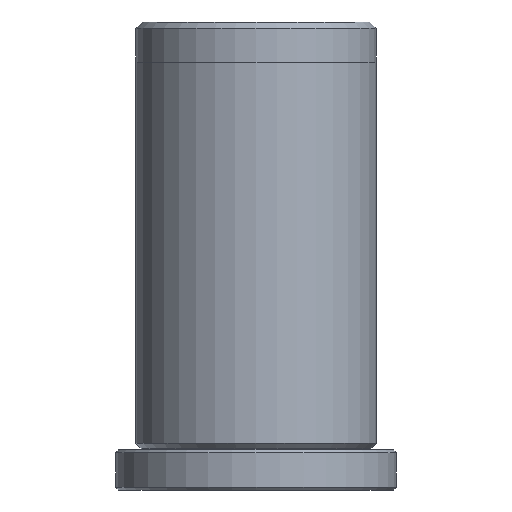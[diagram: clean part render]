
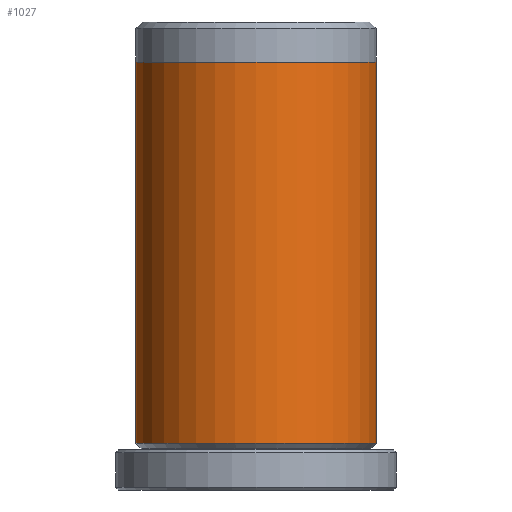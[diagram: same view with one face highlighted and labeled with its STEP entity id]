
A CAD part, front view. The second image highlights one B-rep face of the part: STEP entity #1027.
In plain terms, the highlighted cylindrical face has radius 9 mm (diameter 18 mm), a partial arc.
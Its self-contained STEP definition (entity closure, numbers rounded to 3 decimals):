
#10 = VERTEX_POINT ( 'NONE', #615 ) ;
#159 = AXIS2_PLACEMENT_3D ( 'NONE', #176, #1182, #319 ) ;
#161 = LINE ( 'NONE', #689, #1642 ) ;
#176 = CARTESIAN_POINT ( 'NONE',  ( 0., 0., 3.5 ) ) ;
#297 = CARTESIAN_POINT ( 'NONE',  ( 9., 0., 35. ) ) ;
#319 = DIRECTION ( 'NONE',  ( -1., 0., 0. ) ) ;
#417 = DIRECTION ( 'NONE',  ( 0., 0., -1. ) ) ;
#615 = CARTESIAN_POINT ( 'NONE',  ( 9., 0., 3.5 ) ) ;
#632 = EDGE_CURVE ( 'NONE', #10, #731, #776, .T. ) ;
#648 = ORIENTED_EDGE ( 'NONE', *, *, #912, .F. ) ;
#667 = FACE_OUTER_BOUND ( 'NONE', #1307, .T. ) ;
#689 = CARTESIAN_POINT ( 'NONE',  ( -9., 0., 35. ) ) ;
#691 = ORIENTED_EDGE ( 'NONE', *, *, #632, .F. ) ;
#707 = ORIENTED_EDGE ( 'NONE', *, *, #829, .T. ) ;
#725 = EDGE_CURVE ( 'NONE', #1521, #1463, #973, .T. ) ;
#731 = VERTEX_POINT ( 'NONE', #1059 ) ;
#771 = DIRECTION ( 'NONE',  ( 0., 0., 1. ) ) ;
#776 = CIRCLE ( 'NONE', #159, 9. ) ;
#829 = EDGE_CURVE ( 'NONE', #1521, #731, #161, .T. ) ;
#886 = CARTESIAN_POINT ( 'NONE',  ( 0., 0., 35. ) ) ;
#912 = EDGE_CURVE ( 'NONE', #1463, #10, #1513, .T. ) ;
#924 = AXIS2_PLACEMENT_3D ( 'NONE', #1618, #771, #1758 ) ;
#939 = CARTESIAN_POINT ( 'NONE',  ( 9., 0., 32. ) ) ;
#950 = CYLINDRICAL_SURFACE ( 'NONE', #1474, 9. ) ;
#973 = CIRCLE ( 'NONE', #924, 9. ) ;
#1002 = DIRECTION ( 'NONE',  ( 0., 0., -1. ) ) ;
#1027 = ADVANCED_FACE ( 'NONE', ( #667 ), #950, .T. ) ;
#1034 = DIRECTION ( 'NONE',  ( 0., 0., -1. ) ) ;
#1059 = CARTESIAN_POINT ( 'NONE',  ( -9., 0., 3.5 ) ) ;
#1182 = DIRECTION ( 'NONE',  ( 0., 0., -1. ) ) ;
#1307 = EDGE_LOOP ( 'NONE', ( #648, #1578, #707, #691 ) ) ;
#1463 = VERTEX_POINT ( 'NONE', #939 ) ;
#1467 = CARTESIAN_POINT ( 'NONE',  ( -9., 0., 32. ) ) ;
#1474 = AXIS2_PLACEMENT_3D ( 'NONE', #886, #1034, #1737 ) ;
#1513 = LINE ( 'NONE', #297, #1825 ) ;
#1521 = VERTEX_POINT ( 'NONE', #1467 ) ;
#1578 = ORIENTED_EDGE ( 'NONE', *, *, #725, .F. ) ;
#1618 = CARTESIAN_POINT ( 'NONE',  ( 0., 0., 32. ) ) ;
#1642 = VECTOR ( 'NONE', #417, 1000. ) ;
#1737 = DIRECTION ( 'NONE',  ( -1., 0., 0. ) ) ;
#1758 = DIRECTION ( 'NONE',  ( 1., 0., 0. ) ) ;
#1825 = VECTOR ( 'NONE', #1002, 1000. ) ;
